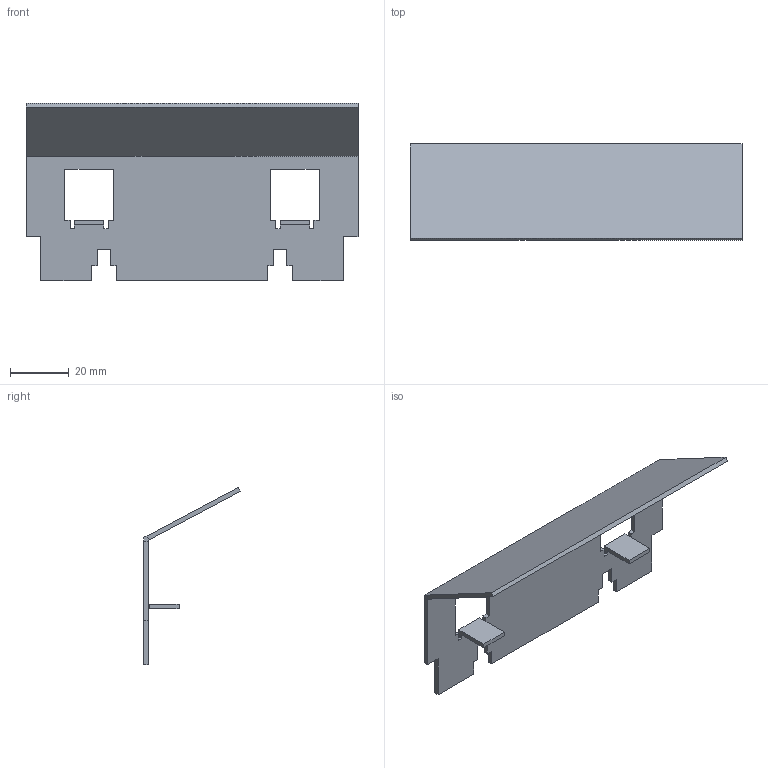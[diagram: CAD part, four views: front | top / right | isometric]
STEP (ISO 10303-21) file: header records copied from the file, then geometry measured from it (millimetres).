
FILE_DESCRIPTION (( 'STEP AP214' ), '1' );
FILE_NAME ('7368476.STEP', '2019-11-18T07:33:07', ( '' ), ( '' ), 'SwSTEP 2.0', 'SolidWorks 2018', '' );
FILE_SCHEMA (( 'AUTOMOTIVE_DESIGN' ));
Length unit declared in the file: millimetre
Products named in the file (1): 7368476
Bounding box: 113 x 32.84 x 60.35 mm (x, y, z)
Volume: 12342.9 mm3; surface area: 17397.6 mm2
Topology: 1 solids, 1 shells, 68 faces, 198 edges, 132 vertices
Faces by surface type: plane 68
Entity records: 2860 total; most frequent: CARTESIAN_POINT 399, ORIENTED_EDGE 396, DIRECTION 336, VECTOR 198, EDGE_CURVE 198, LINE 198, VERTEX_POINT 132, EDGE_LOOP 72
